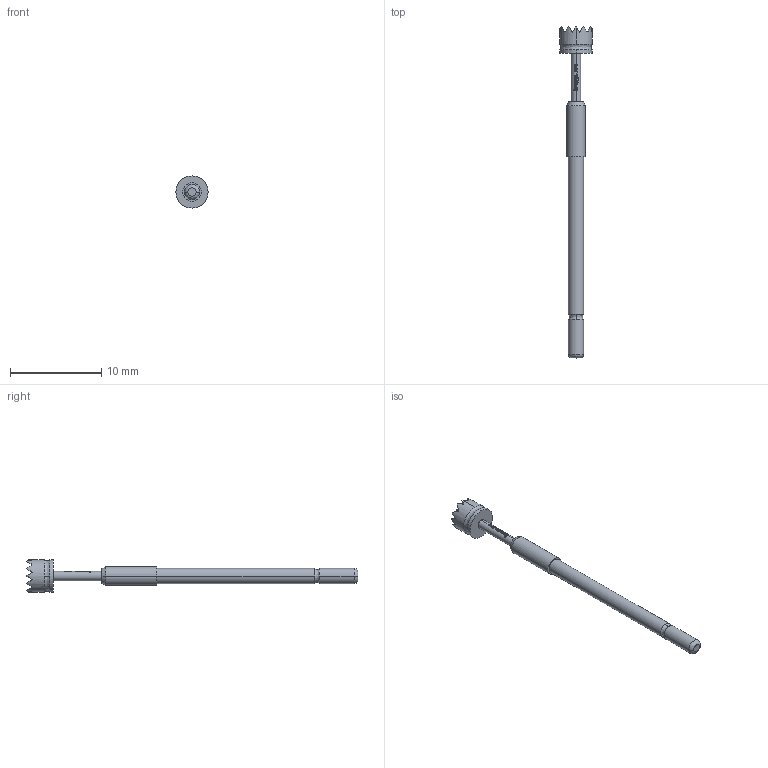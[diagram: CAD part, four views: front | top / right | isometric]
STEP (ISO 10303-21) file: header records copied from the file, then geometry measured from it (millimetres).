
FILE_DESCRIPTION (( 'STEP AP203' ), '1' );
FILE_NAME ('INGUN_HSS-118_306_350_A_xx06.STEP', '2022-02-02T08:40:37', ( 'ochi' ), ( '' ), 'SwSTEP 2.0', 'SolidWorks 2018', '' );
FILE_SCHEMA (( 'CONFIG_CONTROL_DESIGN' ));
Length unit declared in the file: millimetre
Products named in the file (1): INGUN_HSS-118_306_350_A_xx06
Bounding box: 3.5 x 36.3 x 3.5 mm (x, y, z)
Volume: 93.4 mm3; surface area: 229.1 mm2
Topology: 1 solids, 1 shells, 180 faces, 427 edges, 253 vertices
Faces by surface type: plane 128, bspline 28, cylinder 22, cone 2
Entity records: 5468 total; most frequent: CARTESIAN_POINT 1595, ORIENTED_EDGE 854, DIRECTION 697, EDGE_CURVE 427, VERTEX_POINT 253, AXIS2_PLACEMENT_3D 251, LINE 195, VECTOR 195
